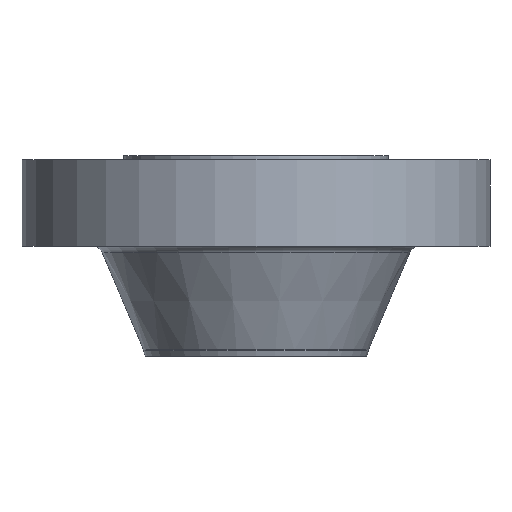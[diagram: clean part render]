
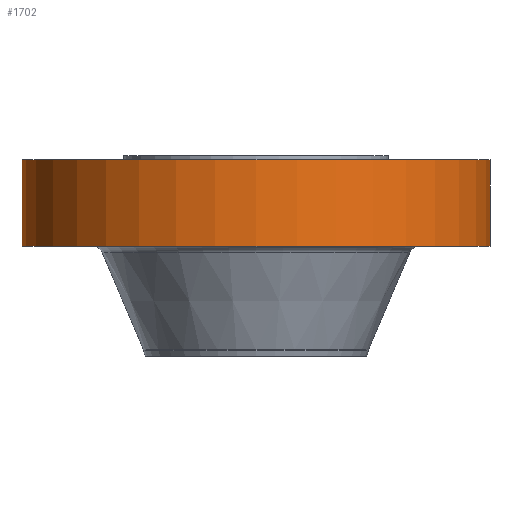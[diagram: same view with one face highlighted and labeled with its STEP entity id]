
A CAD part, front view. The second image highlights one B-rep face of the part: STEP entity #1702.
In plain terms, the highlighted cylindrical face has radius 336.55 mm (diameter 673.1 mm), a partial arc.
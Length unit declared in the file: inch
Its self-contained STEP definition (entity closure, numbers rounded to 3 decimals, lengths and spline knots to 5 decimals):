
#62 = CARTESIAN_POINT ( 'NONE',  ( 0., 0., -5.125 ) ) ;
#88 = AXIS2_PLACEMENT_3D ( 'NONE', #62, #1674, #439 ) ;
#118 = VECTOR ( 'NONE', #279, 39.37008 ) ;
#181 = LINE ( 'NONE', #1164, #708 ) ;
#214 = FACE_OUTER_BOUND ( 'NONE', #1486, .T. ) ;
#279 = DIRECTION ( 'NONE',  ( 0., 0., 1. ) ) ;
#295 = ORIENTED_EDGE ( 'NONE', *, *, #1251, .F. ) ;
#355 = CARTESIAN_POINT ( 'NONE',  ( 0., 0., -0.25 ) ) ;
#376 = CARTESIAN_POINT ( 'NONE',  ( 0., 0., 0. ) ) ;
#435 = AXIS2_PLACEMENT_3D ( 'NONE', #376, #1175, #1157 ) ;
#439 = DIRECTION ( 'NONE',  ( 1., 0., 0. ) ) ;
#456 = DIRECTION ( 'NONE',  ( 0., 0., 1. ) ) ;
#555 = ORIENTED_EDGE ( 'NONE', *, *, #1112, .T. ) ;
#587 = ORIENTED_EDGE ( 'NONE', *, *, #1128, .T. ) ;
#708 = VECTOR ( 'NONE', #456, 39.37008 ) ;
#748 = VERTEX_POINT ( 'NONE', #1130 ) ;
#753 = ORIENTED_EDGE ( 'NONE', *, *, #1071, .F. ) ;
#909 = AXIS2_PLACEMENT_3D ( 'NONE', #355, #1329, #1727 ) ;
#1012 = VERTEX_POINT ( 'NONE', #1608 ) ;
#1028 = CIRCLE ( 'NONE', #909, 13.25 ) ;
#1071 = EDGE_CURVE ( 'NONE', #748, #1511, #1494, .T. ) ;
#1107 = CARTESIAN_POINT ( 'NONE',  ( -13.25, 0., -0.25 ) ) ;
#1112 = EDGE_CURVE ( 'NONE', #748, #1199, #1367, .T. ) ;
#1128 = EDGE_CURVE ( 'NONE', #1199, #1012, #181, .T. ) ;
#1130 = CARTESIAN_POINT ( 'NONE',  ( -13.25, 0., -5.125 ) ) ;
#1157 = DIRECTION ( 'NONE',  ( 1., 0., 0. ) ) ;
#1164 = CARTESIAN_POINT ( 'NONE',  ( 13.25, 0., 0. ) ) ;
#1175 = DIRECTION ( 'NONE',  ( 0., 0., 1. ) ) ;
#1199 = VERTEX_POINT ( 'NONE', #1273 ) ;
#1251 = EDGE_CURVE ( 'NONE', #1511, #1012, #1028, .T. ) ;
#1273 = CARTESIAN_POINT ( 'NONE',  ( 13.25, 0., -5.125 ) ) ;
#1329 = DIRECTION ( 'NONE',  ( 0., 0., 1. ) ) ;
#1367 = CIRCLE ( 'NONE', #88, 13.25 ) ;
#1486 = EDGE_LOOP ( 'NONE', ( #753, #555, #587, #295 ) ) ;
#1494 = LINE ( 'NONE', #1502, #118 ) ;
#1502 = CARTESIAN_POINT ( 'NONE',  ( -13.25, 0., 0. ) ) ;
#1511 = VERTEX_POINT ( 'NONE', #1107 ) ;
#1572 = CYLINDRICAL_SURFACE ( 'NONE', #435, 13.25 ) ;
#1608 = CARTESIAN_POINT ( 'NONE',  ( 13.25, 0., -0.25 ) ) ;
#1674 = DIRECTION ( 'NONE',  ( 0., 0., 1. ) ) ;
#1702 = ADVANCED_FACE ( 'NONE', ( #214 ), #1572, .T. ) ;
#1727 = DIRECTION ( 'NONE',  ( 1., 0., 0. ) ) ;
